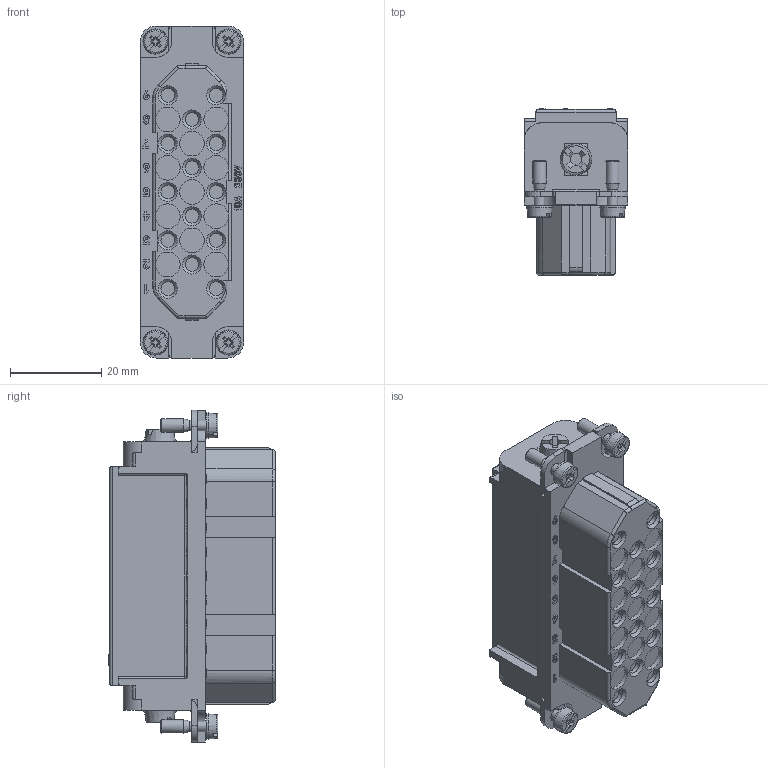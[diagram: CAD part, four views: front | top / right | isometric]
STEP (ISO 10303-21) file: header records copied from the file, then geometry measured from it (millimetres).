
FILE_DESCRIPTION(/* description */ (''),/* implementation_level */ '2;1');
FILE_NAME(/* name */ 'c146 10b025 060 2nxc001-02.stp',/* time_stamp */ '2020-02-05T11:46:25+01:00',/* author */ (''),/* organization */ (''),/* preprocessor_version */ 'ST-DEVELOPER v16.7',/* originating_system */ 'SIEMENS PLM Software NX 12.0',/* authorisation */ '');
FILE_SCHEMA (('AUTOMOTIVE_DESIGN { 1 0 10303 214 3 1 1 1 }'));
Length unit declared in the file: millimetre
Products named in the file (1): c146 10b025 060 2nxc001-02
Bounding box: 22.8 x 36.5 x 72.8 mm (x, y, z)
Volume: 36977.3 mm3; surface area: 11199.8 mm2
Topology: 1 solids, 15 shells, 944 faces, 2352 edges, 1557 vertices
Faces by surface type: plane 625, cylinder 265, cone 32, torus 12, extrusion 6, sphere 4
Full cylindrical faces by diameter (mm): 0.24 x3, 0.5 x9, 2 x12, 2.3 x8, 2.85 x8, 3 x18, 3.2 x14, 4.5 x25, 5.4 x11, 5.5 x4
Entity records: 26971 total; most frequent: CARTESIAN_POINT 5220, DIRECTION 4523, ORIENTED_EDGE 4210, EDGE_CURVE 2105, AXIS2_PLACEMENT_3D 1575, VERTEX_POINT 1462, VECTOR 1373, LINE 1367
